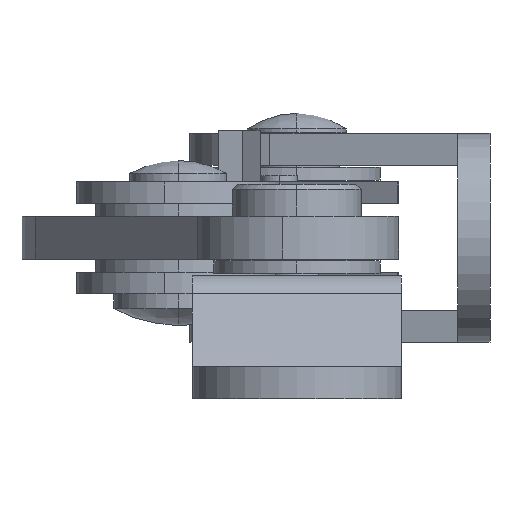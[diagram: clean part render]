
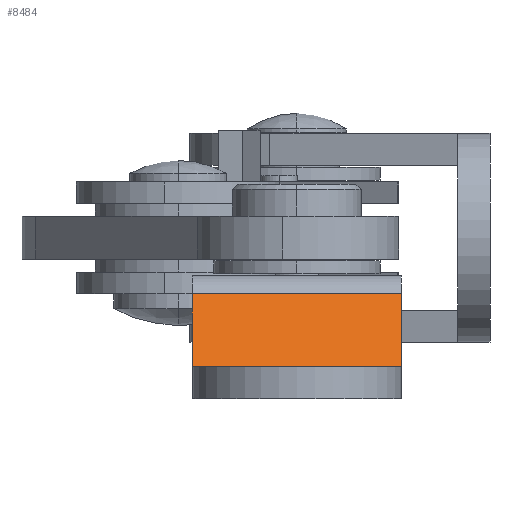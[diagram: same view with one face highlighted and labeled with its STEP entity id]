
A CAD part, left-side view. The second image highlights one B-rep face of the part: STEP entity #8484.
In plain terms, the highlighted planar face has unit normal (-0.905, 0, 0.425).
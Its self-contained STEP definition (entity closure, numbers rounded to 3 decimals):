
#5765 = DIRECTION ( 'NONE',  ( 0.425, 0., 0.905 ) ) ;
#5766 = VECTOR ( 'NONE', #5765, 1000. ) ;
#5767 = CARTESIAN_POINT ( 'NONE',  ( -14., -9.75, 3. ) ) ;
#5768 = LINE ( 'NONE', #5767, #5766 ) ;
#5819 = DIRECTION ( 'NONE',  ( -0.425, 0., -0.905 ) ) ;
#5820 = DIRECTION ( 'NONE',  ( 0.905, 0., -0.425 ) ) ;
#5821 = CARTESIAN_POINT ( 'NONE',  ( -14., 9.75, 3. ) ) ;
#5822 = AXIS2_PLACEMENT_3D ( 'NONE', #5821, #5820, #5819 ) ;
#5823 = PLANE ( 'NONE',  #5822 ) ;
#5824 = FACE_OUTER_BOUND ( 'NONE', #8483, .T. ) ;
#5825 = DIRECTION ( 'NONE',  ( 0., -1., 0. ) ) ;
#5826 = VECTOR ( 'NONE', #5825, 1000. ) ;
#5827 = CARTESIAN_POINT ( 'NONE',  ( -10.815, 9.75, 9.776 ) ) ;
#5828 = LINE ( 'NONE', #5827, #5826 ) ;
#5893 = DIRECTION ( 'NONE',  ( 0.425, 0., 0.905 ) ) ;
#5894 = CARTESIAN_POINT ( 'NONE',  ( -14., 9.75, 3. ) ) ;
#5895 = LINE ( 'NONE', #5894, #5955 ) ;
#5901 = CARTESIAN_POINT ( 'NONE',  ( -10.815, 9.75, 9.776 ) ) ;
#5955 = VECTOR ( 'NONE', #5893, 1000. ) ;
#6003 = CARTESIAN_POINT ( 'NONE',  ( -10.815, -9.75, 9.776 ) ) ;
#6468 = CARTESIAN_POINT ( 'NONE',  ( -14., 9.75, 3. ) ) ;
#6480 = CARTESIAN_POINT ( 'NONE',  ( -14., -9.75, 3. ) ) ;
#6547 = DIRECTION ( 'NONE',  ( 0., -1., 0. ) ) ;
#6548 = VECTOR ( 'NONE', #6547, 1000. ) ;
#6549 = CARTESIAN_POINT ( 'NONE',  ( -14., 9.75, 3. ) ) ;
#6550 = LINE ( 'NONE', #6549, #6548 ) ;
#8477 = ORIENTED_EDGE ( 'NONE', *, *, #8895, .T. ) ;
#8478 = EDGE_CURVE ( 'NONE', #8862, #8592, #5768, .T. ) ;
#8479 = ORIENTED_EDGE ( 'NONE', *, *, #8551, .F. ) ;
#8480 = EDGE_CURVE ( 'NONE', #8549, #8592, #5828, .T. ) ;
#8481 = ORIENTED_EDGE ( 'NONE', *, *, #8480, .F. ) ;
#8482 = ORIENTED_EDGE ( 'NONE', *, *, #8478, .T. ) ;
#8483 = EDGE_LOOP ( 'NONE', ( #8482, #8481, #8479, #8477 ) ) ;
#8484 = ADVANCED_FACE ( 'NONE', ( #5824 ), #5823, .F. ) ;
#8549 = VERTEX_POINT ( 'NONE', #5901 ) ;
#8551 = EDGE_CURVE ( 'NONE', #8869, #8549, #5895, .T. ) ;
#8592 = VERTEX_POINT ( 'NONE', #6003 ) ;
#8862 = VERTEX_POINT ( 'NONE', #6480 ) ;
#8869 = VERTEX_POINT ( 'NONE', #6468 ) ;
#8895 = EDGE_CURVE ( 'NONE', #8869, #8862, #6550, .T. ) ;
